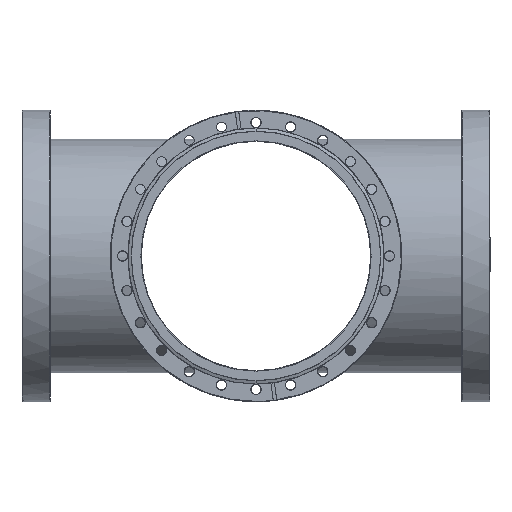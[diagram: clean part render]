
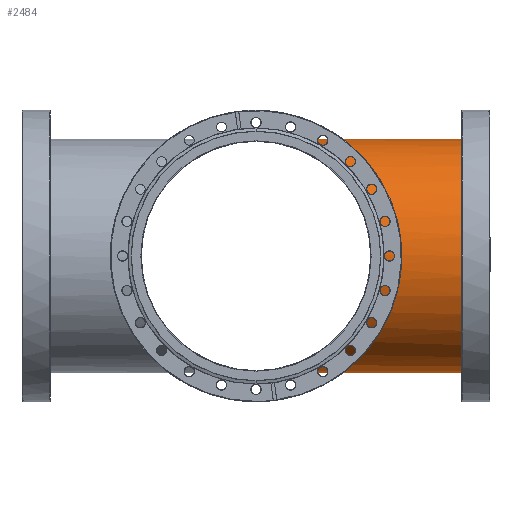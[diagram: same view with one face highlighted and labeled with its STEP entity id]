
A CAD part, front view. The second image highlights one B-rep face of the part: STEP entity #2484.
In plain terms, the highlighted cylindrical face has radius 101.6 mm (diameter 203.2 mm), a partial arc.
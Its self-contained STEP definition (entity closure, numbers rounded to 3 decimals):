
#17 = CIRCLE ( 'NONE', #4536, 101.6 ) ;
#145 = EDGE_CURVE ( 'NONE', #4883, #369, #4472, .T. ) ;
#266 = VECTOR ( 'NONE', #709, 1000. ) ;
#294 = ORIENTED_EDGE ( 'NONE', *, *, #3653, .F. ) ;
#362 = VECTOR ( 'NONE', #1750, 1000. ) ;
#369 = VERTEX_POINT ( 'NONE', #2350 ) ;
#669 = EDGE_CURVE ( 'NONE', #1652, #3215, #2462, .T. ) ;
#709 = DIRECTION ( 'NONE',  ( -1., 0., 0. ) ) ;
#792 = EDGE_CURVE ( 'NONE', #3215, #369, #1030, .T. ) ;
#1030 =( BOUNDED_CURVE ( )  B_SPLINE_CURVE ( 3, ( #3226, #3173, #2601, #3679 ),
 .UNSPECIFIED., .F., .F. ) 
 B_SPLINE_CURVE_WITH_KNOTS ( ( 4, 4 ),
 ( 1.571, 4.712 ),
 .UNSPECIFIED. ) 
 CURVE ( )  GEOMETRIC_REPRESENTATION_ITEM ( )  RATIONAL_B_SPLINE_CURVE ( ( 1., 0.333, 0.333, 1. ) ) 
 REPRESENTATION_ITEM ( '' )  );
#1554 = DIRECTION ( 'NONE',  ( 0., 0., -1. ) ) ;
#1587 = DIRECTION ( 'NONE',  ( 1., 0., 0. ) ) ;
#1600 = CARTESIAN_POINT ( 'NONE',  ( 190.5, 0., 0. ) ) ;
#1652 = VERTEX_POINT ( 'NONE', #3357 ) ;
#1750 = DIRECTION ( 'NONE',  ( -1., 0., 0. ) ) ;
#1813 = ORIENTED_EDGE ( 'NONE', *, *, #669, .F. ) ;
#2136 = EDGE_LOOP ( 'NONE', ( #1813, #294, #4092, #4134 ) ) ;
#2305 = CARTESIAN_POINT ( 'NONE',  ( 0., 0., -101.6 ) ) ;
#2350 = CARTESIAN_POINT ( 'NONE',  ( 0., 0., 101.6 ) ) ;
#2462 = LINE ( 'NONE', #4529, #362 ) ;
#2484 = ADVANCED_FACE ( 'NONE', ( #4312 ), #3032, .T. ) ;
#2601 = CARTESIAN_POINT ( 'NONE',  ( 203.2, -203.2, 101.6 ) ) ;
#2771 = DIRECTION ( 'NONE',  ( -1., 0., 0. ) ) ;
#3032 = CYLINDRICAL_SURFACE ( 'NONE', #4858, 101.6 ) ;
#3173 = CARTESIAN_POINT ( 'NONE',  ( 203.2, -203.2, -101.6 ) ) ;
#3215 = VERTEX_POINT ( 'NONE', #2305 ) ;
#3226 = CARTESIAN_POINT ( 'NONE',  ( 0., 0., -101.6 ) ) ;
#3357 = CARTESIAN_POINT ( 'NONE',  ( 190.5, 0., -101.6 ) ) ;
#3573 = CARTESIAN_POINT ( 'NONE',  ( 190.5, 0., 101.6 ) ) ;
#3653 = EDGE_CURVE ( 'NONE', #4883, #1652, #17, .T. ) ;
#3679 = CARTESIAN_POINT ( 'NONE',  ( 0., 0., 101.6 ) ) ;
#3728 = CARTESIAN_POINT ( 'NONE',  ( 190.5, 0., 0. ) ) ;
#4092 = ORIENTED_EDGE ( 'NONE', *, *, #145, .T. ) ;
#4134 = ORIENTED_EDGE ( 'NONE', *, *, #792, .F. ) ;
#4305 = DIRECTION ( 'NONE',  ( 0., 0., 1. ) ) ;
#4312 = FACE_OUTER_BOUND ( 'NONE', #2136, .T. ) ;
#4472 = LINE ( 'NONE', #4679, #266 ) ;
#4529 = CARTESIAN_POINT ( 'NONE',  ( 190.5, 0., -101.6 ) ) ;
#4536 = AXIS2_PLACEMENT_3D ( 'NONE', #1600, #1587, #1554 ) ;
#4679 = CARTESIAN_POINT ( 'NONE',  ( 190.5, 0., 101.6 ) ) ;
#4858 = AXIS2_PLACEMENT_3D ( 'NONE', #3728, #2771, #4305 ) ;
#4883 = VERTEX_POINT ( 'NONE', #3573 ) ;
